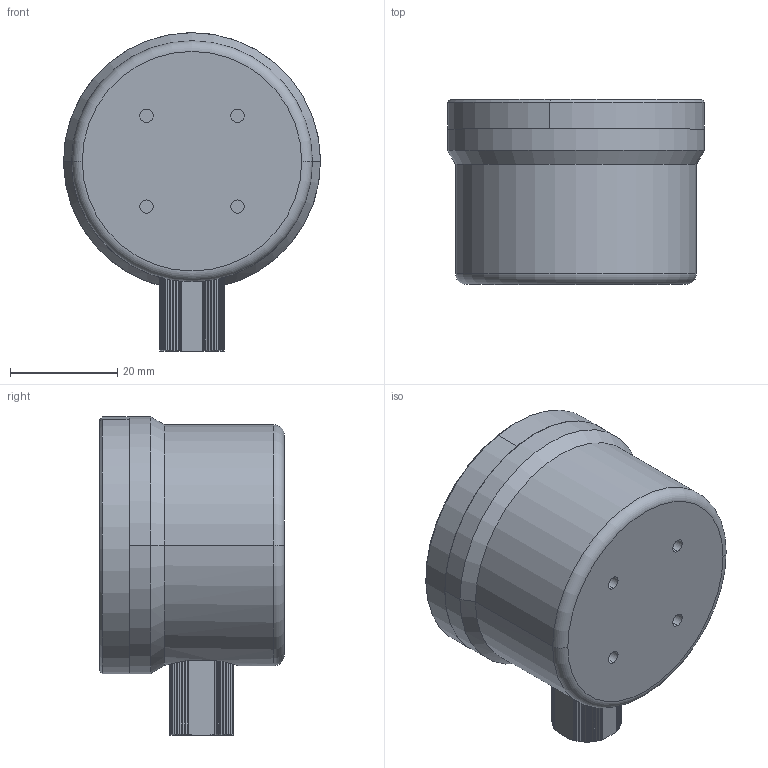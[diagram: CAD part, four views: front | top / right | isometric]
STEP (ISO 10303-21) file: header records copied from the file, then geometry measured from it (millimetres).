
FILE_DESCRIPTION (( 'STEP AP203' ), '1' );
FILE_NAME ('PING-SONAR-R2-PUBLIC_Default_sldprt.STEP', '2021-04-13T21:44:51', ( '' ), ( '' ), 'SwSTEP 2.0', 'SolidWorks 2020', '' );
FILE_SCHEMA (( 'CONFIG_CONTROL_DESIGN' ));
Length unit declared in the file: millimetre
Products named in the file (1): PING-SONAR-R2-PUBLIC_Default_sldprt
Bounding box: 48 x 34.5 x 59.5 mm (x, y, z)
Surface area: 10016.3 mm2 (no closed solid volume)
Topology: 0 solids, 4 shells, 152 faces, 431 edges, 286 vertices
Faces by surface type: plane 88, cylinder 50, cone 12, torus 2
Entity records: 5044 total; most frequent: CARTESIAN_POINT 1184, DIRECTION 770, ORIENTED_EDGE 734, EDGE_CURVE 431, VERTEX_POINT 286, AXIS2_PLACEMENT_3D 274, LINE 222, VECTOR 222
